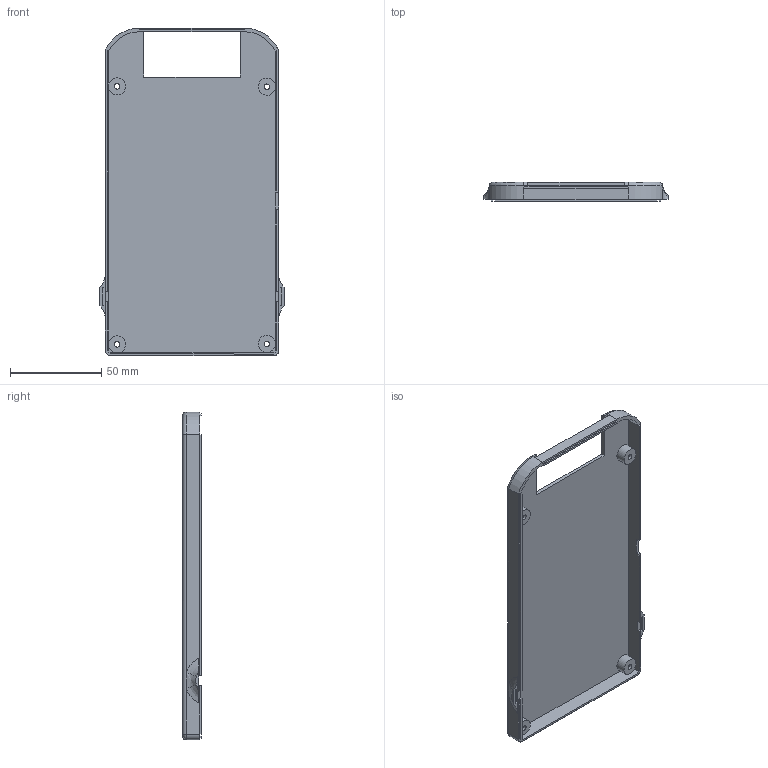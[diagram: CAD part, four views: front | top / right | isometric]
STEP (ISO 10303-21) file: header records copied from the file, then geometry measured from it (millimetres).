
FILE_DESCRIPTION(/* description */ (''),/* implementation_level */ '2;1');
FILE_NAME(/* name */ 'Case_Bottom.step',/* time_stamp */ '2017-06-28T00:18:53+02:00',/* author */ (''),/* organization */ (''),/* preprocessor_version */ 'ST-DEVELOPER v16.13',/* originating_system */ 'Autodesk Translation Framework v6.1.1.50',/* authorisation */ '');
FILE_SCHEMA (('AUTOMOTIVE_DESIGN { 1 0 10303 214 3 1 1 }'));
Length unit declared in the file: millimetre
Products named in the file (1): TCase2_Simplified v19
Bounding box: 101.26 x 10.4 x 179.88 mm (x, y, z)
Volume: 39719.5 mm3; surface area: 41748.5 mm2
Topology: 1 solids, 1 shells, 115 faces, 311 edges, 200 vertices
Faces by surface type: plane 76, cylinder 25, torus 10, bspline 4
Full cylindrical faces by diameter (mm): 3 x4, 6.36 x4
Entity records: 3781 total; most frequent: CARTESIAN_POINT 763, ORIENTED_EDGE 598, DIRECTION 589, EDGE_CURVE 299, LINE 217, VECTOR 217, VERTEX_POINT 200, AXIS2_PLACEMENT_3D 186
